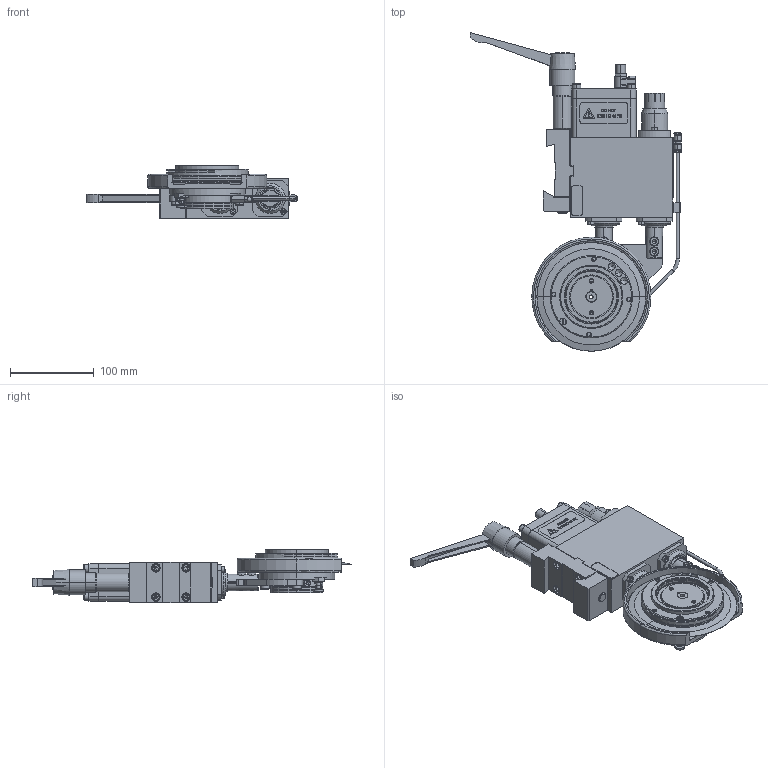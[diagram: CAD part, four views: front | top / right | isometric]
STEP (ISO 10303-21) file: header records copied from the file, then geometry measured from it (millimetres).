
FILE_DESCRIPTION (( 'STEP AP214' ), '1' );
FILE_NAME ('DF50-130 Shear Cut Knife Holder.STEP', '2022-10-17T18:31:31', ( '' ), ( '' ), 'SwSTEP 2.0', 'SolidWorks 2021', '' );
FILE_SCHEMA (( 'AUTOMOTIVE_DESIGN' ));
Length unit declared in the file: inch
Products named in the file (1): DF50-130 Shear Cut Knife Holder
Bounding box: 252.43 x 379.98 x 63.37 mm (x, y, z)
Surface area: 237059.5 mm2 (no closed solid volume)
Topology: 0 solids, 115 shells, 1041 faces, 3620 edges, 2614 vertices
Faces by surface type: plane 467, cylinder 306, cone 218, torus 38, bspline 8, sphere 4
Entity records: 60496 total; most frequent: CARTESIAN_POINT 15776, DIRECTION 6605, ORIENTED_EDGE 5789, EDGE_CURVE 3571, VERTEX_POINT 2613, AXIS2_PLACEMENT_3D 2352, LINE 1901, VECTOR 1901
